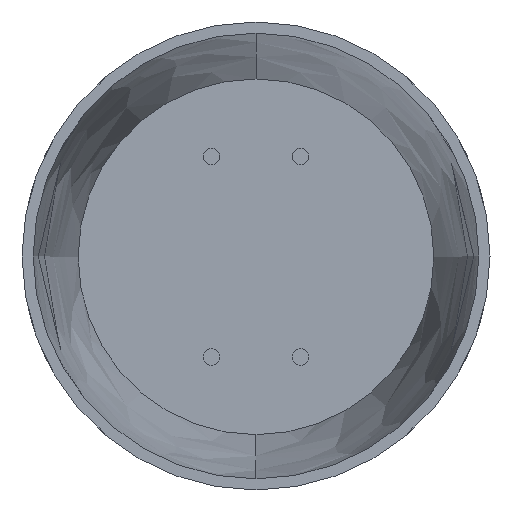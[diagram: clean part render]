
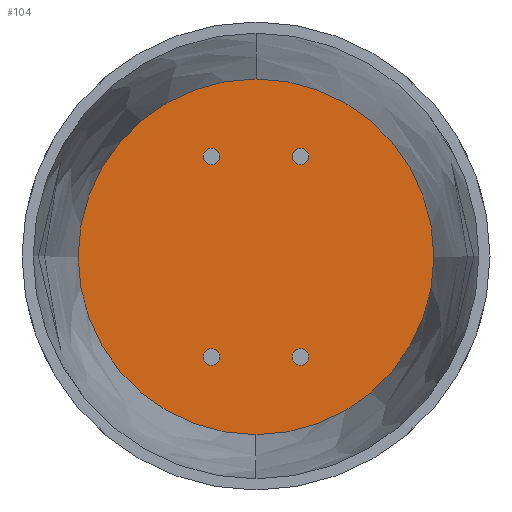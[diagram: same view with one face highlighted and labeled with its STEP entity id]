
A CAD part, top view. The second image highlights one B-rep face of the part: STEP entity #104.
In plain terms, the highlighted planar face has unit normal (0, 0, 1).
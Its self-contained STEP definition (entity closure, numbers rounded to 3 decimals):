
#15 = EDGE_CURVE ( 'NONE', #422, #80, #540, .T. ) ;
#17 = VERTEX_POINT ( 'NONE', #328 ) ;
#23 = EDGE_CURVE ( 'NONE', #161, #17, #79, .T. ) ;
#24 = AXIS2_PLACEMENT_3D ( 'NONE', #400, #311, #313 ) ;
#25 = AXIS2_PLACEMENT_3D ( 'NONE', #424, #483, #63 ) ;
#27 = CARTESIAN_POINT ( 'NONE',  ( 8., -18., -85. ) ) ;
#34 = ORIENTED_EDGE ( 'NONE', *, *, #202, .T. ) ;
#37 = ORIENTED_EDGE ( 'NONE', *, *, #463, .T. ) ;
#40 = PLANE ( 'NONE',  #529 ) ;
#43 = CARTESIAN_POINT ( 'NONE',  ( 0., 31.926, -85. ) ) ;
#48 = CARTESIAN_POINT ( 'NONE',  ( 8., 18., -85. ) ) ;
#55 = EDGE_LOOP ( 'NONE', ( #381, #34 ) ) ;
#63 = DIRECTION ( 'NONE',  ( 0., 1., 0. ) ) ;
#65 = CARTESIAN_POINT ( 'NONE',  ( -8., -19.5, -85. ) ) ;
#67 = AXIS2_PLACEMENT_3D ( 'NONE', #97, #318, #454 ) ;
#69 = AXIS2_PLACEMENT_3D ( 'NONE', #280, #228, #153 ) ;
#78 = ORIENTED_EDGE ( 'NONE', *, *, #119, .F. ) ;
#79 = CIRCLE ( 'NONE', #126, 1.5 ) ;
#80 = VERTEX_POINT ( 'NONE', #464 ) ;
#81 = VERTEX_POINT ( 'NONE', #125 ) ;
#85 = CARTESIAN_POINT ( 'NONE',  ( -8., 19.5, -85. ) ) ;
#97 = CARTESIAN_POINT ( 'NONE',  ( -8., -18., -85. ) ) ;
#100 = DIRECTION ( 'NONE',  ( 0., -1., 0. ) ) ;
#103 = AXIS2_PLACEMENT_3D ( 'NONE', #514, #141, #310 ) ;
#104 = ADVANCED_FACE ( 'NONE', ( #392, #214, #131, #345, #252 ), #40, .T. ) ;
#114 = DIRECTION ( 'NONE',  ( 0., -1., 0. ) ) ;
#115 = DIRECTION ( 'NONE',  ( 0., 0., -1. ) ) ;
#119 = EDGE_CURVE ( 'NONE', #81, #437, #340, .T. ) ;
#125 = CARTESIAN_POINT ( 'NONE',  ( 0., -31.926, -85. ) ) ;
#126 = AXIS2_PLACEMENT_3D ( 'NONE', #496, #200, #114 ) ;
#131 = FACE_BOUND ( 'NONE', #133, .T. ) ;
#133 = EDGE_LOOP ( 'NONE', ( #444, #37 ) ) ;
#138 = CARTESIAN_POINT ( 'NONE',  ( 8., 16.5, -85. ) ) ;
#141 = DIRECTION ( 'NONE',  ( 0., 0., -1. ) ) ;
#149 = CARTESIAN_POINT ( 'NONE',  ( 8., -19.5, -85. ) ) ;
#153 = DIRECTION ( 'NONE',  ( 0., -1., 0. ) ) ;
#159 = VERTEX_POINT ( 'NONE', #291 ) ;
#161 = VERTEX_POINT ( 'NONE', #85 ) ;
#164 = DIRECTION ( 'NONE',  ( 0., 0., -1. ) ) ;
#168 = DIRECTION ( 'NONE',  ( 0., 0., -1. ) ) ;
#183 = EDGE_LOOP ( 'NONE', ( #412, #421 ) ) ;
#195 = AXIS2_PLACEMENT_3D ( 'NONE', #27, #115, #277 ) ;
#196 = DIRECTION ( 'NONE',  ( 0., -1., 0. ) ) ;
#200 = DIRECTION ( 'NONE',  ( 0., 0., -1. ) ) ;
#202 = EDGE_CURVE ( 'NONE', #494, #261, #258, .T. ) ;
#214 = FACE_BOUND ( 'NONE', #55, .T. ) ;
#228 = DIRECTION ( 'NONE',  ( 0., 0., -1. ) ) ;
#252 = FACE_BOUND ( 'NONE', #183, .T. ) ;
#258 = CIRCLE ( 'NONE', #24, 1.5 ) ;
#261 = VERTEX_POINT ( 'NONE', #149 ) ;
#275 = EDGE_CURVE ( 'NONE', #437, #81, #520, .T. ) ;
#277 = DIRECTION ( 'NONE',  ( 0., -1., 0. ) ) ;
#278 = AXIS2_PLACEMENT_3D ( 'NONE', #425, #164, #516 ) ;
#280 = CARTESIAN_POINT ( 'NONE',  ( -8., 18., -85. ) ) ;
#281 = CIRCLE ( 'NONE', #67, 1.5 ) ;
#291 = CARTESIAN_POINT ( 'NONE',  ( -8., -16.5, -85. ) ) ;
#302 = CARTESIAN_POINT ( 'NONE',  ( 8., -16.5, -85. ) ) ;
#303 = AXIS2_PLACEMENT_3D ( 'NONE', #499, #493, #196 ) ;
#305 = ORIENTED_EDGE ( 'NONE', *, *, #275, .F. ) ;
#310 = DIRECTION ( 'NONE',  ( 0., -1., 0. ) ) ;
#311 = DIRECTION ( 'NONE',  ( 0., 0., -1. ) ) ;
#313 = DIRECTION ( 'NONE',  ( 0., -1., 0. ) ) ;
#314 = ORIENTED_EDGE ( 'NONE', *, *, #533, .T. ) ;
#318 = DIRECTION ( 'NONE',  ( 0., 0., -1. ) ) ;
#328 = CARTESIAN_POINT ( 'NONE',  ( -8., 16.5, -85. ) ) ;
#332 = EDGE_CURVE ( 'NONE', #544, #159, #281, .T. ) ;
#335 = EDGE_LOOP ( 'NONE', ( #305, #78 ) ) ;
#338 = EDGE_CURVE ( 'NONE', #261, #494, #384, .T. ) ;
#340 = CIRCLE ( 'NONE', #278, 31.926 ) ;
#341 = CIRCLE ( 'NONE', #103, 1.5 ) ;
#345 = FACE_BOUND ( 'NONE', #545, .T. ) ;
#349 = CARTESIAN_POINT ( 'NONE',  ( 0., 31.926, -85. ) ) ;
#376 = ORIENTED_EDGE ( 'NONE', *, *, #23, .T. ) ;
#377 = CIRCLE ( 'NONE', #448, 1.5 ) ;
#381 = ORIENTED_EDGE ( 'NONE', *, *, #338, .T. ) ;
#384 = CIRCLE ( 'NONE', #195, 1.5 ) ;
#386 = DIRECTION ( 'NONE',  ( 0., 0., 1. ) ) ;
#392 = FACE_OUTER_BOUND ( 'NONE', #335, .T. ) ;
#400 = CARTESIAN_POINT ( 'NONE',  ( 8., -18., -85. ) ) ;
#409 = CIRCLE ( 'NONE', #69, 1.5 ) ;
#412 = ORIENTED_EDGE ( 'NONE', *, *, #15, .T. ) ;
#421 = ORIENTED_EDGE ( 'NONE', *, *, #438, .T. ) ;
#422 = VERTEX_POINT ( 'NONE', #138 ) ;
#424 = CARTESIAN_POINT ( 'NONE',  ( 0., 0., -85. ) ) ;
#425 = CARTESIAN_POINT ( 'NONE',  ( 0., 0., -85. ) ) ;
#430 = DIRECTION ( 'NONE',  ( 0., -1., 0. ) ) ;
#437 = VERTEX_POINT ( 'NONE', #43 ) ;
#438 = EDGE_CURVE ( 'NONE', #80, #422, #377, .T. ) ;
#444 = ORIENTED_EDGE ( 'NONE', *, *, #332, .T. ) ;
#448 = AXIS2_PLACEMENT_3D ( 'NONE', #48, #168, #100 ) ;
#454 = DIRECTION ( 'NONE',  ( 0., -1., 0. ) ) ;
#463 = EDGE_CURVE ( 'NONE', #159, #544, #341, .T. ) ;
#464 = CARTESIAN_POINT ( 'NONE',  ( 8., 19.5, -85. ) ) ;
#483 = DIRECTION ( 'NONE',  ( 0., 0., -1. ) ) ;
#493 = DIRECTION ( 'NONE',  ( 0., 0., -1. ) ) ;
#494 = VERTEX_POINT ( 'NONE', #302 ) ;
#496 = CARTESIAN_POINT ( 'NONE',  ( -8., 18., -85. ) ) ;
#499 = CARTESIAN_POINT ( 'NONE',  ( 8., 18., -85. ) ) ;
#514 = CARTESIAN_POINT ( 'NONE',  ( -8., -18., -85. ) ) ;
#516 = DIRECTION ( 'NONE',  ( 0., 1., 0. ) ) ;
#520 = CIRCLE ( 'NONE', #25, 31.926 ) ;
#529 = AXIS2_PLACEMENT_3D ( 'NONE', #349, #386, #430 ) ;
#533 = EDGE_CURVE ( 'NONE', #17, #161, #409, .T. ) ;
#540 = CIRCLE ( 'NONE', #303, 1.5 ) ;
#544 = VERTEX_POINT ( 'NONE', #65 ) ;
#545 = EDGE_LOOP ( 'NONE', ( #314, #376 ) ) ;
